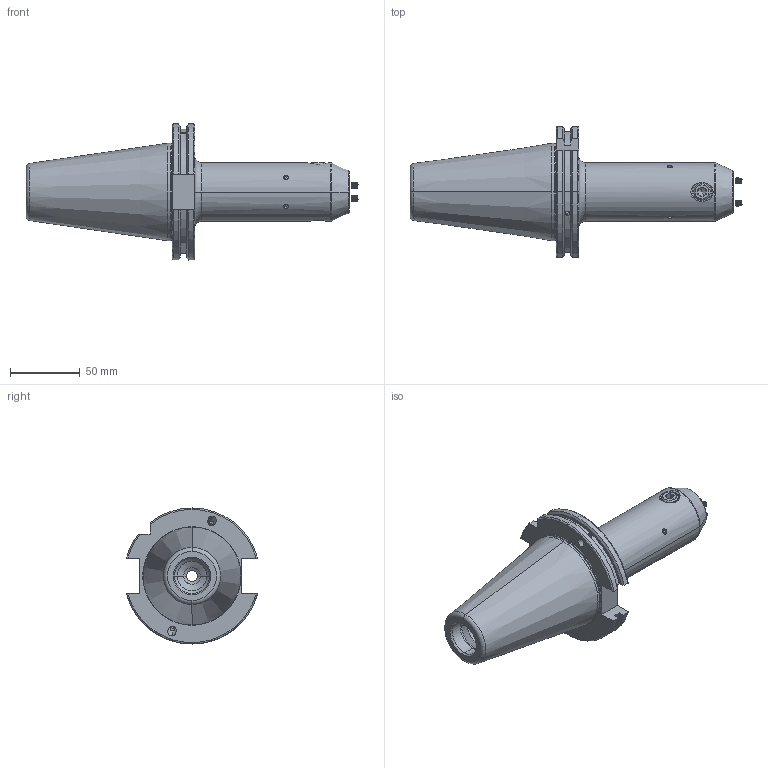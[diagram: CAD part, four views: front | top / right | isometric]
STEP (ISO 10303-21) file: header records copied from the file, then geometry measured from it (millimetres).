
FILE_DESCRIPTION (( 'STEP AP203' ), '1' );
FILE_NAME ('FWS509H-EKH12130.STEP', '2024-01-06T05:06:55', ( '' ), ( '' ), 'SwSTEP 2.0', 'SolidWorks 2023', '' );
FILE_SCHEMA (( 'CONFIG_CONTROL_DESIGN' ));
Length unit declared in the file: millimetre
Products named in the file (6): GS-M4X4_DIN 913 - M4 x 4-N; GS-M4X4-COATING_DIN 913 - M4 x 4-N; FWS509H-EKH12130; GS-M12X16-DIN1835-B; SK50EK12130FWW
Assembly tree (13 placements, depth 3):
  FWS509H-EKH12130
    SK50EK12130FWW
      SK50EK12130FWW
      GS-M12X16-DIN1835-B
      GS-M4X4-COATING_DIN 913 - M4 x 4-N  x6
      GS-M4X4_DIN 913 - M4 x 4-N  x4
Bounding box: 237.92 x 94.05 x 97.5 mm (x, y, z)
Volume: 469774.1 mm3; surface area: 65455 mm2
Topology: 12 solids, 12 shells, 661 faces, 1681 edges, 1054 vertices
Faces by surface type: cone 326, cylinder 181, plane 130, torus 22, sphere 2
Entity records: 10549 total; most frequent: CARTESIAN_POINT 2850, DIRECTION 1488, ORIENTED_EDGE 1434, EDGE_CURVE 717, AXIS2_PLACEMENT_3D 597, VERTEX_POINT 446, EDGE_LOOP 319, CIRCLE 295
